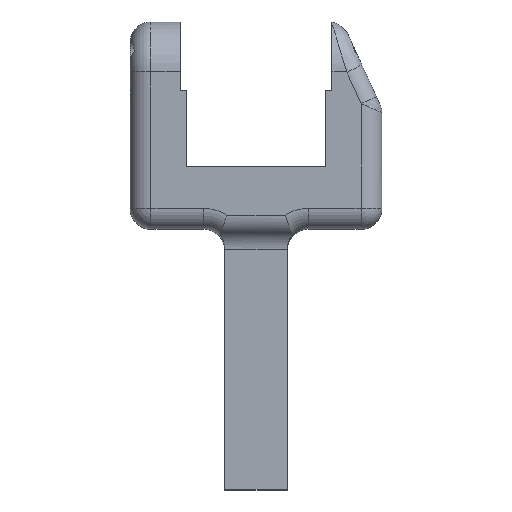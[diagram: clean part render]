
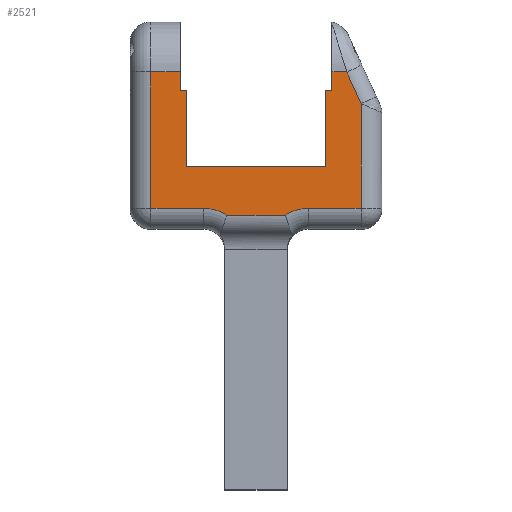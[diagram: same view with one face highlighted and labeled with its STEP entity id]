
A CAD part, top view. The second image highlights one B-rep face of the part: STEP entity #2521.
In plain terms, the highlighted face is planar.
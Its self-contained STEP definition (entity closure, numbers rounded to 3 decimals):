
#102=PLANE('',#2694);
#191=FACE_OUTER_BOUND('',#333,.T.);
#333=EDGE_LOOP('',(#1738,#1739,#1740,#1741,#1742,#1743,#1744,#1745,#1746,
#1747,#1748,#1749,#1750,#1751,#1752,#1753,#1754));
#491=LINE('',#3715,#735);
#492=LINE('',#3784,#736);
#494=LINE('',#3799,#738);
#495=LINE('',#3801,#739);
#496=LINE('',#3803,#740);
#497=LINE('',#3805,#741);
#498=LINE('',#3807,#742);
#499=LINE('',#3809,#743);
#500=LINE('',#3811,#744);
#501=LINE('',#3813,#745);
#502=LINE('',#3815,#746);
#503=LINE('',#3817,#747);
#504=LINE('',#3819,#748);
#505=LINE('',#3821,#749);
#506=LINE('',#3823,#750);
#735=VECTOR('',#2966,5.);
#736=VECTOR('',#2985,10.);
#738=VECTOR('',#2989,10.);
#739=VECTOR('',#2990,10.);
#740=VECTOR('',#2991,10.);
#741=VECTOR('',#2992,10.);
#742=VECTOR('',#2993,10.);
#743=VECTOR('',#2994,10.);
#744=VECTOR('',#2995,10.);
#745=VECTOR('',#2996,10.);
#746=VECTOR('',#2997,10.);
#747=VECTOR('',#2998,10.);
#748=VECTOR('',#2999,12.);
#749=VECTOR('',#3000,10.);
#750=VECTOR('',#3001,5.);
#987=CIRCLE('',#2691,10.);
#989=CIRCLE('',#2695,10.);
#1074=VERTEX_POINT('',#3701);
#1077=VERTEX_POINT('',#3711);
#1086=VERTEX_POINT('',#3757);
#1089=VERTEX_POINT('',#3783);
#1091=VERTEX_POINT('',#3798);
#1092=VERTEX_POINT('',#3800);
#1093=VERTEX_POINT('',#3802);
#1094=VERTEX_POINT('',#3804);
#1095=VERTEX_POINT('',#3806);
#1096=VERTEX_POINT('',#3808);
#1097=VERTEX_POINT('',#3810);
#1098=VERTEX_POINT('',#3812);
#1099=VERTEX_POINT('',#3814);
#1100=VERTEX_POINT('',#3816);
#1101=VERTEX_POINT('',#3818);
#1102=VERTEX_POINT('',#3820);
#1103=VERTEX_POINT('',#3822);
#1329=EDGE_CURVE('',#1074,#1077,#491,.T.);
#1338=EDGE_CURVE('',#1077,#1086,#987,.T.);
#1342=EDGE_CURVE('',#1086,#1089,#492,.T.);
#1345=EDGE_CURVE('',#1091,#1074,#494,.T.);
#1346=EDGE_CURVE('',#1092,#1091,#495,.T.);
#1347=EDGE_CURVE('',#1092,#1093,#496,.T.);
#1348=EDGE_CURVE('',#1093,#1094,#497,.T.);
#1349=EDGE_CURVE('',#1094,#1095,#498,.T.);
#1350=EDGE_CURVE('',#1095,#1096,#499,.T.);
#1351=EDGE_CURVE('',#1096,#1097,#500,.T.);
#1352=EDGE_CURVE('',#1098,#1097,#501,.T.);
#1353=EDGE_CURVE('',#1099,#1098,#502,.T.);
#1354=EDGE_CURVE('',#1100,#1099,#503,.T.);
#1355=EDGE_CURVE('',#1101,#1100,#504,.T.);
#1356=EDGE_CURVE('',#1102,#1101,#505,.T.);
#1357=EDGE_CURVE('',#1103,#1102,#506,.T.);
#1358=EDGE_CURVE('',#1089,#1103,#989,.T.);
#1738=ORIENTED_EDGE('',*,*,#1338,.F.);
#1739=ORIENTED_EDGE('',*,*,#1329,.F.);
#1740=ORIENTED_EDGE('',*,*,#1345,.F.);
#1741=ORIENTED_EDGE('',*,*,#1346,.F.);
#1742=ORIENTED_EDGE('',*,*,#1347,.T.);
#1743=ORIENTED_EDGE('',*,*,#1348,.T.);
#1744=ORIENTED_EDGE('',*,*,#1349,.T.);
#1745=ORIENTED_EDGE('',*,*,#1350,.T.);
#1746=ORIENTED_EDGE('',*,*,#1351,.T.);
#1747=ORIENTED_EDGE('',*,*,#1352,.F.);
#1748=ORIENTED_EDGE('',*,*,#1353,.F.);
#1749=ORIENTED_EDGE('',*,*,#1354,.F.);
#1750=ORIENTED_EDGE('',*,*,#1355,.F.);
#1751=ORIENTED_EDGE('',*,*,#1356,.F.);
#1752=ORIENTED_EDGE('',*,*,#1357,.F.);
#1753=ORIENTED_EDGE('',*,*,#1358,.F.);
#1754=ORIENTED_EDGE('',*,*,#1342,.F.);
#2521=ADVANCED_FACE('',(#191),#102,.F.);
#2691=AXIS2_PLACEMENT_3D('',#3758,#2979,#2980);
#2694=AXIS2_PLACEMENT_3D('',#3797,#2987,#2988);
#2695=AXIS2_PLACEMENT_3D('',#3824,#3002,#3003);
#2966=DIRECTION('',(0.,0.,1.));
#2979=DIRECTION('center_axis',(0.,-1.,0.));
#2980=DIRECTION('ref_axis',(-1.,0.,0.));
#2985=DIRECTION('',(0.,0.,1.));
#2987=DIRECTION('center_axis',(0.,1.,0.));
#2988=DIRECTION('ref_axis',(0.,0.,1.));
#2989=DIRECTION('',(-1.,0.,0.));
#2990=DIRECTION('',(-0.91,0.,-0.414));
#2991=DIRECTION('',(0.,0.,1.));
#2992=DIRECTION('',(-1.,0.,0.));
#2993=DIRECTION('',(0.,0.,1.));
#2994=DIRECTION('',(-1.,0.,0.));
#2995=DIRECTION('',(0.,0.,1.));
#2996=DIRECTION('',(-1.,0.,0.));
#2997=DIRECTION('',(0.,0.,-1.));
#2998=DIRECTION('',(-1.,0.,0.));
#2999=DIRECTION('',(0.,0.,-1.));
#3000=DIRECTION('',(1.,0.,0.));
#3001=DIRECTION('',(0.,0.,1.));
#3002=DIRECTION('center_axis',(0.,-1.,0.));
#3003=DIRECTION('ref_axis',(-1.,0.,0.));
#3701=CARTESIAN_POINT('',(32.15,-44.,-25.2));
#3711=CARTESIAN_POINT('',(32.15,-44.,-12.5));
#3715=CARTESIAN_POINT('',(32.15,-44.,25.));
#3757=CARTESIAN_POINT('',(30.527,-44.,-7.038));
#3758=CARTESIAN_POINT('Origin',(22.15,-44.,-12.5));
#3783=CARTESIAN_POINT('',(30.527,-44.,7.038));
#3784=CARTESIAN_POINT('',(30.527,-44.,12.499));
#3797=CARTESIAN_POINT('Origin',(-64.85,-44.,25.));
#3798=CARTESIAN_POINT('',(57.283,-44.,-25.2));
#3799=CARTESIAN_POINT('',(-19.675,-44.,-25.2));
#3800=CARTESIAN_POINT('',(64.85,-44.,-21.761));
#3801=CARTESIAN_POINT('',(25.084,-44.,-39.836));
#3802=CARTESIAN_POINT('',(64.85,-44.,-18.2));
#3803=CARTESIAN_POINT('',(64.85,-44.,-25.));
#3804=CARTESIAN_POINT('',(60.35,-44.,-18.2));
#3805=CARTESIAN_POINT('',(0.,-44.,-18.2));
#3806=CARTESIAN_POINT('',(60.35,-44.,-16.7));
#3807=CARTESIAN_POINT('',(60.35,-44.,4.15));
#3808=CARTESIAN_POINT('',(42.15,-44.,-16.7));
#3809=CARTESIAN_POINT('',(42.15,-44.,-16.7));
#3810=CARTESIAN_POINT('',(42.15,-44.,16.7));
#3811=CARTESIAN_POINT('',(42.15,-44.,-16.7));
#3812=CARTESIAN_POINT('',(60.35,-44.,16.7));
#3813=CARTESIAN_POINT('',(42.15,-44.,16.7));
#3814=CARTESIAN_POINT('',(60.35,-44.,18.2));
#3815=CARTESIAN_POINT('',(60.35,-44.,20.85));
#3816=CARTESIAN_POINT('',(64.85,-44.,18.2));
#3817=CARTESIAN_POINT('',(0.,-44.,18.2));
#3818=CARTESIAN_POINT('',(64.85,-44.,25.2));
#3819=CARTESIAN_POINT('',(64.85,-44.,25.));
#3820=CARTESIAN_POINT('',(32.15,-44.,25.2));
#3821=CARTESIAN_POINT('',(-19.675,-44.,25.2));
#3822=CARTESIAN_POINT('',(32.15,-44.,12.5));
#3823=CARTESIAN_POINT('',(32.15,-44.,-0.003));
#3824=CARTESIAN_POINT('Origin',(22.15,-44.,12.5));
